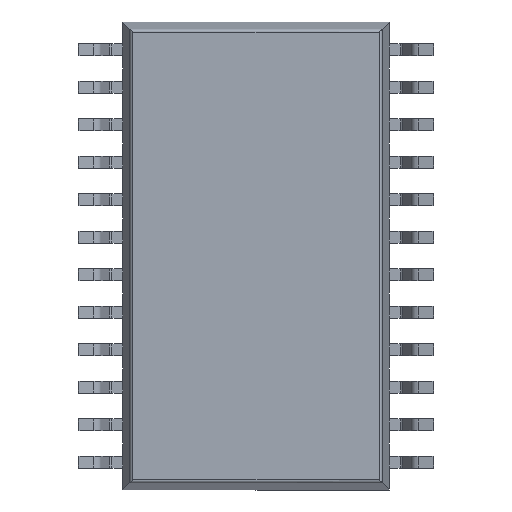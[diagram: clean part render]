
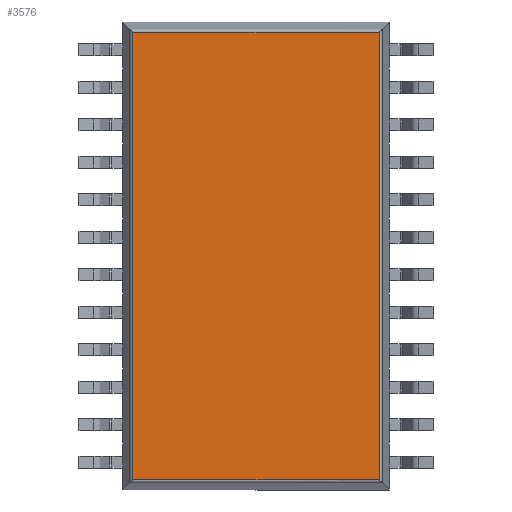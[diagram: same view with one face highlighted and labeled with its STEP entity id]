
A CAD part, front view. The second image highlights one B-rep face of the part: STEP entity #3576.
In plain terms, the highlighted planar face has unit normal (0, -1, 0).
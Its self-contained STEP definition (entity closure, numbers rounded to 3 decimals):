
#3562 = ORIENTED_EDGE ( 'NONE', *, *, #3567, .T. ) ;
#3563 = EDGE_LOOP ( 'NONE', ( #3571, #3575, #3562, #3573 ) ) ;
#3564 = EDGE_CURVE ( 'NONE', #3566, #3565, #14345, .T. ) ;
#3565 = VERTEX_POINT ( 'NONE', #14338 ) ;
#3566 = VERTEX_POINT ( 'NONE', #14337 ) ;
#3567 = EDGE_CURVE ( 'NONE', #3565, #3569, #14336, .T. ) ;
#3568 = EDGE_CURVE ( 'NONE', #3577, #3566, #14332, .T. ) ;
#3569 = VERTEX_POINT ( 'NONE', #14327 ) ;
#3571 = ORIENTED_EDGE ( 'NONE', *, *, #3568, .T. ) ;
#3573 = ORIENTED_EDGE ( 'NONE', *, *, #3574, .T. ) ;
#3574 = EDGE_CURVE ( 'NONE', #3569, #3577, #14365, .T. ) ;
#3575 = ORIENTED_EDGE ( 'NONE', *, *, #3564, .T. ) ;
#3576 = ADVANCED_FACE ( 'NONE', ( #14361 ), #14400, .T. ) ;
#3577 = VERTEX_POINT ( 'NONE', #14399 ) ;
#14327 = CARTESIAN_POINT ( 'NONE',  ( 4.17, 0.15, 7.585 ) ) ;
#14328 = DIRECTION ( 'NONE',  ( 0., 0., -1. ) ) ;
#14329 = VECTOR ( 'NONE', #14328, 1000. ) ;
#14330 = CARTESIAN_POINT ( 'NONE',  ( -4.17, 0.15, -7.925 ) ) ;
#14332 = LINE ( 'NONE', #14330, #14329 ) ;
#14333 = DIRECTION ( 'NONE',  ( 0., 0., 1. ) ) ;
#14334 = VECTOR ( 'NONE', #14333, 1000. ) ;
#14335 = CARTESIAN_POINT ( 'NONE',  ( 4.17, 0.15, -7.925 ) ) ;
#14336 = LINE ( 'NONE', #14335, #14334 ) ;
#14337 = CARTESIAN_POINT ( 'NONE',  ( -4.17, 0.15, -7.585 ) ) ;
#14338 = CARTESIAN_POINT ( 'NONE',  ( 4.17, 0.15, -7.585 ) ) ;
#14339 = DIRECTION ( 'NONE',  ( 1., 0., 0. ) ) ;
#14340 = VECTOR ( 'NONE', #14339, 1000. ) ;
#14341 = CARTESIAN_POINT ( 'NONE',  ( -4.51, 0.15, -7.585 ) ) ;
#14345 = LINE ( 'NONE', #14341, #14340 ) ;
#14361 = FACE_OUTER_BOUND ( 'NONE', #3563, .T. ) ;
#14362 = DIRECTION ( 'NONE',  ( -1., 0., 0. ) ) ;
#14363 = VECTOR ( 'NONE', #14362, 1000. ) ;
#14364 = CARTESIAN_POINT ( 'NONE',  ( -4.51, 0.15, 7.585 ) ) ;
#14365 = LINE ( 'NONE', #14364, #14363 ) ;
#14395 = DIRECTION ( 'NONE',  ( 0., 0., -1. ) ) ;
#14396 = DIRECTION ( 'NONE',  ( 0., -1., 0. ) ) ;
#14397 = CARTESIAN_POINT ( 'NONE',  ( -4.51, 0.15, -7.925 ) ) ;
#14398 = AXIS2_PLACEMENT_3D ( 'NONE', #14397, #14396, #14395 ) ;
#14399 = CARTESIAN_POINT ( 'NONE',  ( -4.17, 0.15, 7.585 ) ) ;
#14400 = PLANE ( 'NONE',  #14398 ) ;
